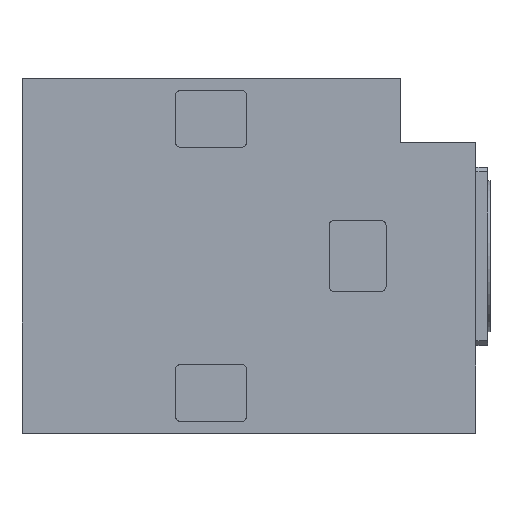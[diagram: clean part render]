
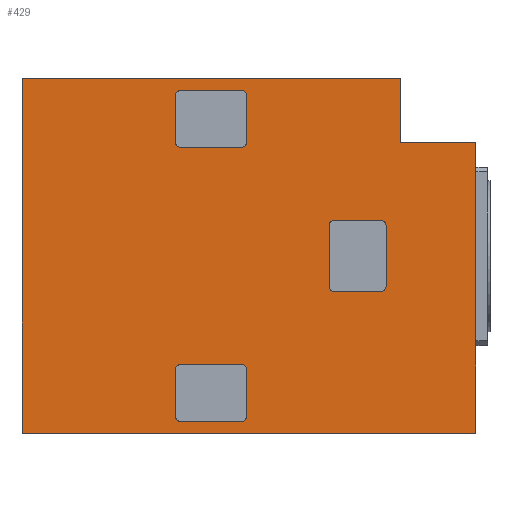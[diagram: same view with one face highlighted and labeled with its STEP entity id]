
A CAD part, top view. The second image highlights one B-rep face of the part: STEP entity #429.
In plain terms, the highlighted planar face has unit normal (0, 0, 1).
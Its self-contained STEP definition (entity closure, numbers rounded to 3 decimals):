
#105=PLANE('',#1439);
#183=LINE('',#2256,#315);
#184=LINE('',#2261,#316);
#185=LINE('',#2265,#317);
#186=LINE('',#2269,#318);
#187=LINE('',#2273,#319);
#188=LINE('',#2274,#320);
#189=LINE('',#2277,#321);
#190=LINE('',#2278,#322);
#191=LINE('',#2280,#323);
#192=LINE('',#2282,#324);
#193=LINE('',#2286,#325);
#194=LINE('',#2290,#326);
#195=LINE('',#2294,#327);
#196=LINE('',#2298,#328);
#197=LINE('',#2302,#329);
#198=LINE('',#2306,#330);
#199=LINE('',#2310,#331);
#200=LINE('',#2314,#332);
#315=VECTOR('',#1595,1.);
#316=VECTOR('',#1600,1.);
#317=VECTOR('',#1603,1.);
#318=VECTOR('',#1606,1.);
#319=VECTOR('',#1609,1.);
#320=VECTOR('',#1610,1.);
#321=VECTOR('',#1611,1.);
#322=VECTOR('',#1612,1.);
#323=VECTOR('',#1613,1.);
#324=VECTOR('',#1614,1.);
#325=VECTOR('',#1617,1.);
#326=VECTOR('',#1620,1.);
#327=VECTOR('',#1623,1.);
#328=VECTOR('',#1626,1.);
#329=VECTOR('',#1629,1.);
#330=VECTOR('',#1632,1.);
#331=VECTOR('',#1635,1.);
#332=VECTOR('',#1638,1.);
#429=ADVANCED_FACE('',(#552,#553,#554,#555),#105,.T.);
#511=CIRCLE('',#1427,1.);
#512=CIRCLE('',#1428,1.);
#513=CIRCLE('',#1429,1.);
#514=CIRCLE('',#1430,1.);
#515=CIRCLE('',#1431,1.);
#516=CIRCLE('',#1432,1.);
#517=CIRCLE('',#1433,1.);
#518=CIRCLE('',#1434,1.);
#519=CIRCLE('',#1435,1.);
#520=CIRCLE('',#1436,1.);
#521=CIRCLE('',#1437,1.);
#522=CIRCLE('',#1438,1.);
#552=FACE_BOUND('',#600,.T.);
#553=FACE_BOUND('',#601,.T.);
#554=FACE_BOUND('',#602,.T.);
#555=FACE_BOUND('',#603,.T.);
#600=EDGE_LOOP('',(#742,#743,#744,#745,#746,#747,#748,#749));
#601=EDGE_LOOP('',(#750,#751,#752,#753,#754,#755));
#602=EDGE_LOOP('',(#756,#757,#758,#759,#760,#761,#762,#763));
#603=EDGE_LOOP('',(#764,#765,#766,#767,#768,#769,#770,#771));
#742=ORIENTED_EDGE('',*,*,#1218,.F.);
#743=ORIENTED_EDGE('',*,*,#1219,.F.);
#744=ORIENTED_EDGE('',*,*,#1220,.F.);
#745=ORIENTED_EDGE('',*,*,#1221,.F.);
#746=ORIENTED_EDGE('',*,*,#1222,.F.);
#747=ORIENTED_EDGE('',*,*,#1223,.F.);
#748=ORIENTED_EDGE('',*,*,#1224,.F.);
#749=ORIENTED_EDGE('',*,*,#1225,.F.);
#750=ORIENTED_EDGE('',*,*,#1226,.F.);
#751=ORIENTED_EDGE('',*,*,#1227,.F.);
#752=ORIENTED_EDGE('',*,*,#1217,.F.);
#753=ORIENTED_EDGE('',*,*,#1228,.T.);
#754=ORIENTED_EDGE('',*,*,#1229,.T.);
#755=ORIENTED_EDGE('',*,*,#1230,.F.);
#756=ORIENTED_EDGE('',*,*,#1231,.F.);
#757=ORIENTED_EDGE('',*,*,#1232,.F.);
#758=ORIENTED_EDGE('',*,*,#1233,.F.);
#759=ORIENTED_EDGE('',*,*,#1234,.F.);
#760=ORIENTED_EDGE('',*,*,#1235,.F.);
#761=ORIENTED_EDGE('',*,*,#1236,.F.);
#762=ORIENTED_EDGE('',*,*,#1237,.F.);
#763=ORIENTED_EDGE('',*,*,#1238,.F.);
#764=ORIENTED_EDGE('',*,*,#1239,.F.);
#765=ORIENTED_EDGE('',*,*,#1240,.F.);
#766=ORIENTED_EDGE('',*,*,#1241,.F.);
#767=ORIENTED_EDGE('',*,*,#1242,.F.);
#768=ORIENTED_EDGE('',*,*,#1243,.F.);
#769=ORIENTED_EDGE('',*,*,#1244,.F.);
#770=ORIENTED_EDGE('',*,*,#1245,.F.);
#771=ORIENTED_EDGE('',*,*,#1246,.F.);
#1077=VERTEX_POINT('',#2251);
#1079=VERTEX_POINT('',#2255);
#1080=VERTEX_POINT('',#2259);
#1081=VERTEX_POINT('',#2260);
#1082=VERTEX_POINT('',#2262);
#1083=VERTEX_POINT('',#2264);
#1084=VERTEX_POINT('',#2266);
#1085=VERTEX_POINT('',#2268);
#1086=VERTEX_POINT('',#2270);
#1087=VERTEX_POINT('',#2272);
#1088=VERTEX_POINT('',#2275);
#1089=VERTEX_POINT('',#2276);
#1090=VERTEX_POINT('',#2279);
#1091=VERTEX_POINT('',#2281);
#1092=VERTEX_POINT('',#2284);
#1093=VERTEX_POINT('',#2285);
#1094=VERTEX_POINT('',#2287);
#1095=VERTEX_POINT('',#2289);
#1096=VERTEX_POINT('',#2291);
#1097=VERTEX_POINT('',#2293);
#1098=VERTEX_POINT('',#2295);
#1099=VERTEX_POINT('',#2297);
#1100=VERTEX_POINT('',#2300);
#1101=VERTEX_POINT('',#2301);
#1102=VERTEX_POINT('',#2303);
#1103=VERTEX_POINT('',#2305);
#1104=VERTEX_POINT('',#2307);
#1105=VERTEX_POINT('',#2309);
#1106=VERTEX_POINT('',#2311);
#1107=VERTEX_POINT('',#2313);
#1217=EDGE_CURVE('',#1079,#1077,#183,.T.);
#1218=EDGE_CURVE('',#1080,#1081,#511,.T.);
#1219=EDGE_CURVE('',#1082,#1080,#184,.T.);
#1220=EDGE_CURVE('',#1083,#1082,#512,.T.);
#1221=EDGE_CURVE('',#1084,#1083,#185,.T.);
#1222=EDGE_CURVE('',#1085,#1084,#513,.T.);
#1223=EDGE_CURVE('',#1086,#1085,#186,.T.);
#1224=EDGE_CURVE('',#1087,#1086,#514,.T.);
#1225=EDGE_CURVE('',#1081,#1087,#187,.T.);
#1226=EDGE_CURVE('',#1088,#1089,#188,.T.);
#1227=EDGE_CURVE('',#1077,#1088,#189,.T.);
#1228=EDGE_CURVE('',#1079,#1090,#190,.T.);
#1229=EDGE_CURVE('',#1090,#1091,#191,.T.);
#1230=EDGE_CURVE('',#1089,#1091,#192,.T.);
#1231=EDGE_CURVE('',#1092,#1093,#515,.T.);
#1232=EDGE_CURVE('',#1094,#1092,#193,.T.);
#1233=EDGE_CURVE('',#1095,#1094,#516,.T.);
#1234=EDGE_CURVE('',#1096,#1095,#194,.T.);
#1235=EDGE_CURVE('',#1097,#1096,#517,.T.);
#1236=EDGE_CURVE('',#1098,#1097,#195,.T.);
#1237=EDGE_CURVE('',#1099,#1098,#518,.T.);
#1238=EDGE_CURVE('',#1093,#1099,#196,.T.);
#1239=EDGE_CURVE('',#1100,#1101,#519,.T.);
#1240=EDGE_CURVE('',#1102,#1100,#197,.T.);
#1241=EDGE_CURVE('',#1103,#1102,#520,.T.);
#1242=EDGE_CURVE('',#1104,#1103,#198,.T.);
#1243=EDGE_CURVE('',#1105,#1104,#521,.T.);
#1244=EDGE_CURVE('',#1106,#1105,#199,.T.);
#1245=EDGE_CURVE('',#1107,#1106,#522,.T.);
#1246=EDGE_CURVE('',#1101,#1107,#200,.T.);
#1427=AXIS2_PLACEMENT_3D('',#2258,#1598,#1599);
#1428=AXIS2_PLACEMENT_3D('',#2263,#1601,#1602);
#1429=AXIS2_PLACEMENT_3D('',#2267,#1604,#1605);
#1430=AXIS2_PLACEMENT_3D('',#2271,#1607,#1608);
#1431=AXIS2_PLACEMENT_3D('',#2283,#1615,#1616);
#1432=AXIS2_PLACEMENT_3D('',#2288,#1618,#1619);
#1433=AXIS2_PLACEMENT_3D('',#2292,#1621,#1622);
#1434=AXIS2_PLACEMENT_3D('',#2296,#1624,#1625);
#1435=AXIS2_PLACEMENT_3D('',#2299,#1627,#1628);
#1436=AXIS2_PLACEMENT_3D('',#2304,#1630,#1631);
#1437=AXIS2_PLACEMENT_3D('',#2308,#1633,#1634);
#1438=AXIS2_PLACEMENT_3D('',#2312,#1636,#1637);
#1439=AXIS2_PLACEMENT_3D('',#2315,#1639,#1640);
#1595=DIRECTION('',(0.,1.,0.));
#1598=DIRECTION('',(0.,0.,1.));
#1599=DIRECTION('',(0.,-1.,0.));
#1600=DIRECTION('',(-1.,0.,0.));
#1601=DIRECTION('',(0.,0.,1.));
#1602=DIRECTION('',(0.,-1.,0.));
#1603=DIRECTION('',(0.,1.,0.));
#1604=DIRECTION('',(0.,0.,1.));
#1605=DIRECTION('',(0.,1.,0.));
#1606=DIRECTION('',(1.,0.,0.));
#1607=DIRECTION('',(0.,0.,1.));
#1608=DIRECTION('',(0.,1.,0.));
#1609=DIRECTION('',(0.,-1.,0.));
#1610=DIRECTION('',(0.,-1.,0.));
#1611=DIRECTION('',(1.,0.,0.));
#1612=DIRECTION('',(1.,0.,0.));
#1613=DIRECTION('',(0.,1.,0.));
#1614=DIRECTION('',(1.,0.,0.));
#1615=DIRECTION('',(0.,0.,1.));
#1616=DIRECTION('',(0.,1.,0.));
#1617=DIRECTION('',(0.,-1.,0.));
#1618=DIRECTION('',(0.,0.,1.));
#1619=DIRECTION('',(0.,-1.,0.));
#1620=DIRECTION('',(-1.,0.,0.));
#1621=DIRECTION('',(0.,0.,1.));
#1622=DIRECTION('',(0.,-1.,0.));
#1623=DIRECTION('',(0.,1.,0.));
#1624=DIRECTION('',(0.,0.,1.));
#1625=DIRECTION('',(0.,1.,0.));
#1626=DIRECTION('',(1.,0.,0.));
#1627=DIRECTION('',(0.,0.,1.));
#1628=DIRECTION('',(0.,1.,0.));
#1629=DIRECTION('',(0.,-1.,0.));
#1630=DIRECTION('',(0.,0.,1.));
#1631=DIRECTION('',(0.,-1.,0.));
#1632=DIRECTION('',(-1.,0.,0.));
#1633=DIRECTION('',(0.,0.,1.));
#1634=DIRECTION('',(0.,-1.,0.));
#1635=DIRECTION('',(0.,1.,0.));
#1636=DIRECTION('',(0.,0.,1.));
#1637=DIRECTION('',(0.,-1.,0.));
#1638=DIRECTION('',(1.,0.,0.));
#1639=DIRECTION('',(0.,0.,1.));
#1640=DIRECTION('',(-1.,0.,0.));
#2251=CARTESIAN_POINT('',(-40.,37.5,0.));
#2255=CARTESIAN_POINT('',(-40.,-37.5,0.));
#2256=CARTESIAN_POINT('',(-40.,-37.5,0.));
#2258=CARTESIAN_POINT('',(-6.5,-24.,0.));
#2259=CARTESIAN_POINT('',(-6.5,-23.,0.));
#2260=CARTESIAN_POINT('',(-7.5,-24.,0.));
#2261=CARTESIAN_POINT('',(-6.5,-23.,0.));
#2262=CARTESIAN_POINT('',(6.5,-23.,0.));
#2263=CARTESIAN_POINT('',(6.5,-24.,0.));
#2264=CARTESIAN_POINT('',(7.5,-24.,0.));
#2265=CARTESIAN_POINT('',(7.5,-24.,0.));
#2266=CARTESIAN_POINT('',(7.5,-34.,0.));
#2267=CARTESIAN_POINT('',(6.5,-34.,0.));
#2268=CARTESIAN_POINT('',(6.5,-35.,0.));
#2269=CARTESIAN_POINT('',(6.5,-35.,0.));
#2270=CARTESIAN_POINT('',(-6.5,-35.,0.));
#2271=CARTESIAN_POINT('',(-6.5,-34.,0.));
#2272=CARTESIAN_POINT('',(-7.5,-34.,0.));
#2273=CARTESIAN_POINT('',(-7.5,-34.,0.));
#2274=CARTESIAN_POINT('',(40.,37.5,0.));
#2275=CARTESIAN_POINT('',(40.,37.5,0.));
#2276=CARTESIAN_POINT('',(40.,24.,0.));
#2277=CARTESIAN_POINT('',(-40.,37.5,0.));
#2278=CARTESIAN_POINT('',(-40.,-37.5,0.));
#2279=CARTESIAN_POINT('',(56.,-37.5,0.));
#2280=CARTESIAN_POINT('',(56.,-37.5,0.));
#2281=CARTESIAN_POINT('',(56.,24.,0.));
#2282=CARTESIAN_POINT('',(40.,24.,0.));
#2283=CARTESIAN_POINT('',(-6.5,24.,0.));
#2284=CARTESIAN_POINT('',(-7.5,24.,0.));
#2285=CARTESIAN_POINT('',(-6.5,23.,0.));
#2286=CARTESIAN_POINT('',(-7.5,24.,0.));
#2287=CARTESIAN_POINT('',(-7.5,34.,0.));
#2288=CARTESIAN_POINT('',(-6.5,34.,0.));
#2289=CARTESIAN_POINT('',(-6.5,35.,0.));
#2290=CARTESIAN_POINT('',(-6.5,35.,0.));
#2291=CARTESIAN_POINT('',(6.5,35.,0.));
#2292=CARTESIAN_POINT('',(6.5,34.,0.));
#2293=CARTESIAN_POINT('',(7.5,34.,0.));
#2294=CARTESIAN_POINT('',(7.5,34.,0.));
#2295=CARTESIAN_POINT('',(7.5,24.,0.));
#2296=CARTESIAN_POINT('',(6.5,24.,0.));
#2297=CARTESIAN_POINT('',(6.5,23.,0.));
#2298=CARTESIAN_POINT('',(6.5,23.,0.));
#2299=CARTESIAN_POINT('',(26.,-6.5,0.));
#2300=CARTESIAN_POINT('',(25.,-6.5,0.));
#2301=CARTESIAN_POINT('',(26.,-7.5,0.));
#2302=CARTESIAN_POINT('',(25.,-6.5,0.));
#2303=CARTESIAN_POINT('',(25.,6.5,0.));
#2304=CARTESIAN_POINT('',(26.,6.5,0.));
#2305=CARTESIAN_POINT('',(26.,7.5,0.));
#2306=CARTESIAN_POINT('',(26.,7.5,0.));
#2307=CARTESIAN_POINT('',(36.,7.5,0.));
#2308=CARTESIAN_POINT('',(36.,6.5,0.));
#2309=CARTESIAN_POINT('',(37.,6.5,0.));
#2310=CARTESIAN_POINT('',(37.,6.5,0.));
#2311=CARTESIAN_POINT('',(37.,-6.5,0.));
#2312=CARTESIAN_POINT('',(36.,-6.5,0.));
#2313=CARTESIAN_POINT('',(36.,-7.5,0.));
#2314=CARTESIAN_POINT('',(36.,-7.5,0.));
#2315=CARTESIAN_POINT('',(-40.,-37.5,0.));
